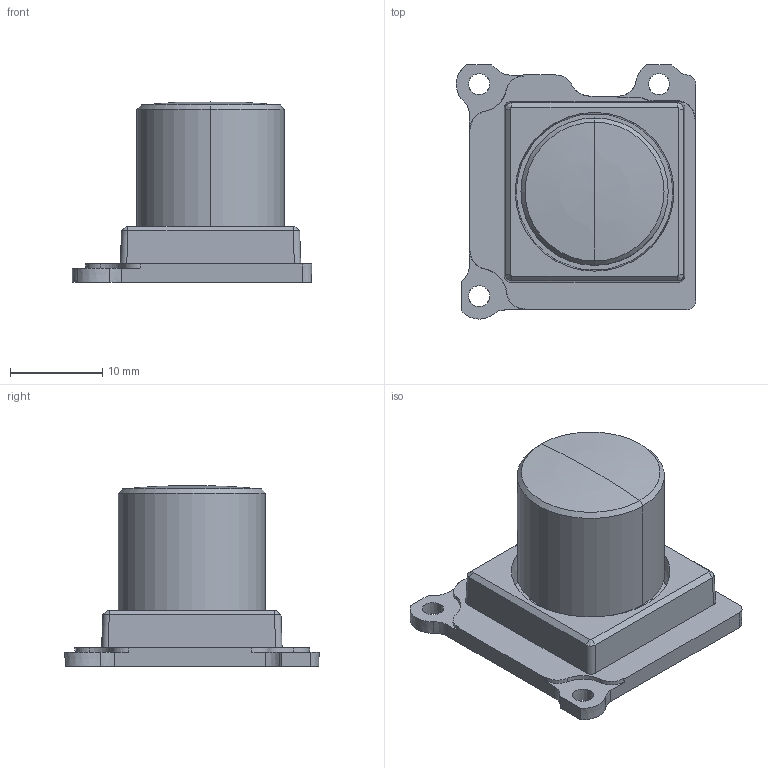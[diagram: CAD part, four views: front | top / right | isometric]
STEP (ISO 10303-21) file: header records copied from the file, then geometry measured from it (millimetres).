
FILE_DESCRIPTION((''),'2;1');
FILE_NAME('Q1PRO_3D-20221128_ASM','2023-01-03T',('55381'),(''),'PRO/ENGINEER BY PARAMETRIC TECHNOLOGY CORPORATION, 2010280','PRO/ENGINEER BY PARAMETRIC TECHNOLOGY CORPORATION, 2010280','');
FILE_SCHEMA(('AUTOMOTIVE_DESIGN_CC2 { 1 2 10303 214 -1 1 5 2 }'));
Length unit declared in the file: millimetre
Products named in the file (5): DOCUMENT_A_2_1; XUANNIU_S_2_1; Q1-LOGO_2_1; Q1PRO_3D-20220808_ASM_44_ASM; Q1PRO_3D-20221128_ASM
Assembly tree (4 placements, depth 3):
  Q1PRO_3D-20221128_ASM
    Q1PRO_3D-20220808_ASM_44_ASM
      DOCUMENT_A_2_1
      XUANNIU_S_2_1
      Q1-LOGO_2_1
Bounding box: 26.03 x 27.61 x 19.63 mm (x, y, z)
Volume: 2978 mm3; surface area: 4595.9 mm2
Topology: 3 solids, 3 shells, 271 faces, 769 edges, 512 vertices
Faces by surface type: plane 114, cylinder 69, cone 62, bspline 12, torus 12, sphere 2
Entity records: 12204 total; most frequent: CARTESIAN_POINT 2656, ORIENTED_EDGE 1534, DIRECTION 1487, PRESENTATION_STYLE_ASSIGNMENT 774, STYLED_ITEM 770, CURVE_STYLE 767, EDGE_CURVE 767, AXIS2_PLACEMENT_3D 572
